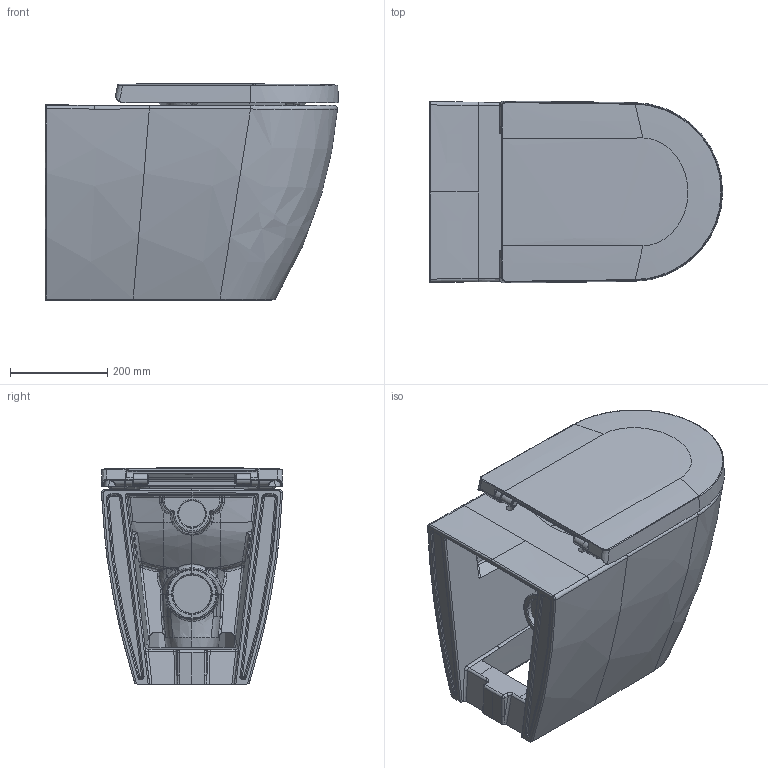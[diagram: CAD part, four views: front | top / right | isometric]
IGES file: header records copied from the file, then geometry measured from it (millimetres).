
Global section: file name: No Iges File Name specified; native system: Autodesk Inventor 2011; preprocessor: AutoDesk Inventor Iges Exporter R2011; author: Administrator; date: 20150909.204236; units: millimetre
Bounding box: 602.13 x 373.52 x 444.65 mm (x, y, z)
Volume: 31340535.4 mm3; surface area: 2318011.9 mm2
Topology: 13 solids, 13 shells, 2509 faces, 6386 edges, 3877 vertices
Faces by surface type: bspline 869, plane 672, revolution 486, cylinder 192, torus 149, cone 115, sphere 26
